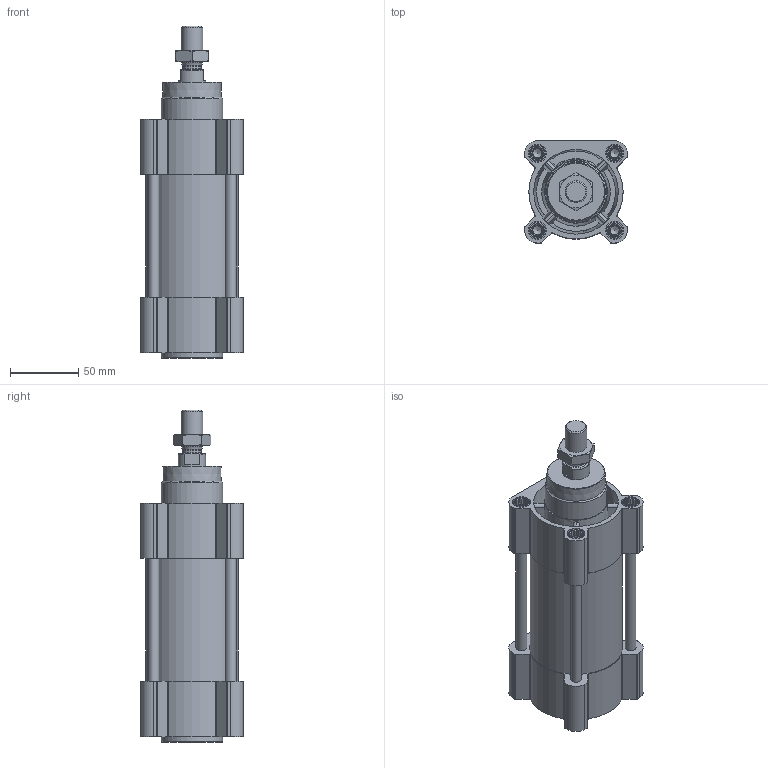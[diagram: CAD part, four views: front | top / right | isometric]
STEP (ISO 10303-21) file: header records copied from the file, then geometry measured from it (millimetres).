
FILE_DESCRIPTION(/* description */ ('STEP AP214'),/* implementation_level */ '2;1');
FILE_NAME(/* name */ '1646756_DSBG-63-50-PPSA-N3',/* time_stamp */ '2024-08-21T14:22:31+02:00',/* author */ ('License CC BY-ND 4.0'),/* organization */ ('CADENAS'),/* preprocessor_version */ 'ST-DEVELOPER v19.3',/* originating_system */ 'PARTsolutions',/* authorisation */ ' ');
FILE_SCHEMA (('AUTOMOTIVE_DESIGN {1 0 10303 214 3 1 1}'));
Length unit declared in the file: millimetre
Products named in the file (4): 1646756 DSBG-63-50-PPSA-N3---(0); 1646738 DSBG--63-50-PPSA000_(Z_0); 1646738 DSBG-63-50_(K); DIN-439-B - M16x1.5(F)
Assembly tree (3 placements, depth 2):
  1646756 DSBG-63-50-PPSA-N3---(0)
    1646738 DSBG--63-50-PPSA000_(Z_0)
    1646738 DSBG-63-50_(K)
    DIN-439-B - M16x1.5(F)
Bounding box: 75 x 75 x 243.1 mm (x, y, z)
Volume: 579393 mm3; surface area: 158336.1 mm2
Topology: 3 solids, 3 shells, 464 faces, 1227 edges, 804 vertices
Faces by surface type: plane 294, cylinder 102, cone 50, torus 18
Full cylindrical faces by diameter (mm): 6.647 x8, 8 x12, 12 x8, 13.2 x8, 13.9 x1, 14.376 x1, 14.95 x2, 16 x1, 20 x2, 45 x2, 63 x2, 68 x1
Entity records: 14025 total; most frequent: CARTESIAN_POINT 3328, ORIENTED_EDGE 2204, DIRECTION 1975, EDGE_CURVE 1102, VERTEX_POINT 785, AXIS2_PLACEMENT_3D 710, FACE_BOUND 617, EDGE_LOOP 609
